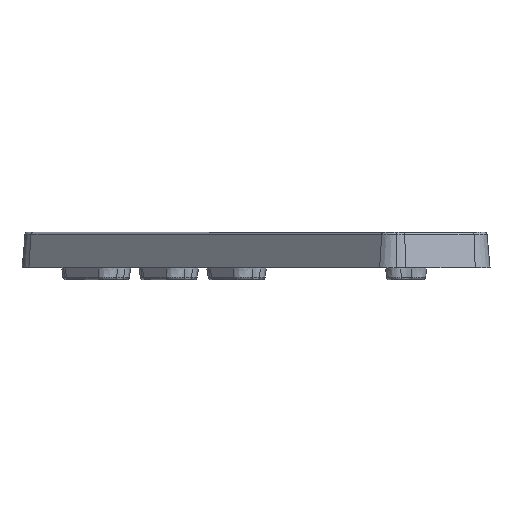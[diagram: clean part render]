
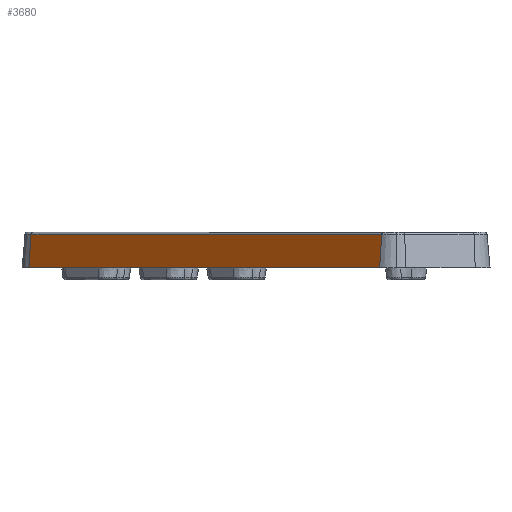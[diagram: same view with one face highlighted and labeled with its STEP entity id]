
A CAD part, left-side view. The second image highlights one B-rep face of the part: STEP entity #3680.
In plain terms, the highlighted planar face has unit normal (-0.704, 0.704, 0.087).
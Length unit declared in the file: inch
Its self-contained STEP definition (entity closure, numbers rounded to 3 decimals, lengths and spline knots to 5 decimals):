
#155 = VERTEX_POINT ( 'NONE', #6562 ) ;
#166 = PLANE ( 'NONE',  #6366 ) ;
#184 = VERTEX_POINT ( 'NONE', #2441 ) ;
#354 = FACE_OUTER_BOUND ( 'NONE', #5210, .T. ) ;
#637 = ORIENTED_EDGE ( 'NONE', *, *, #4185, .T. ) ;
#845 = VECTOR ( 'NONE', #4908, 39.37008 ) ;
#887 = EDGE_CURVE ( 'NONE', #184, #6130, #4089, .T. ) ;
#1271 = DIRECTION ( 'NONE',  ( 0.707, 0.707, 0. ) ) ;
#1299 = DIRECTION ( 'NONE',  ( -0.707, -0.707, 0. ) ) ;
#1806 = EDGE_CURVE ( 'NONE', #4534, #6130, #6367, .T. ) ;
#1870 = ORIENTED_EDGE ( 'NONE', *, *, #887, .F. ) ;
#2096 = ORIENTED_EDGE ( 'NONE', *, *, #5556, .T. ) ;
#2287 = LINE ( 'NONE', #4351, #845 ) ;
#2293 = DIRECTION ( 'NONE',  ( -0.062, 0.062, -0.996 ) ) ;
#2441 = CARTESIAN_POINT ( 'NONE',  ( -0.29619, 0.08005, 0.10913 ) ) ;
#2691 = DIRECTION ( 'NONE',  ( -0.707, -0.707, 0. ) ) ;
#3331 = CARTESIAN_POINT ( 'NONE',  ( 0.91151, 1.28776, 0.10913 ) ) ;
#3593 = VECTOR ( 'NONE', #1271, 39.37008 ) ;
#3680 = ADVANCED_FACE ( 'NONE', ( #354 ), #166, .T. ) ;
#3824 = CARTESIAN_POINT ( 'NONE',  ( 0.90476, 1.29451, 0. ) ) ;
#4089 = LINE ( 'NONE', #5334, #4170 ) ;
#4170 = VECTOR ( 'NONE', #2293, 39.37008 ) ;
#4185 = EDGE_CURVE ( 'NONE', #184, #155, #4805, .T. ) ;
#4207 = CARTESIAN_POINT ( 'NONE',  ( 0.84908, 1.23883, 0. ) ) ;
#4240 = CARTESIAN_POINT ( 'NONE',  ( 0.84908, 1.23883, 0. ) ) ;
#4313 = CARTESIAN_POINT ( 'NONE',  ( -0.30294, 0.0868, 0. ) ) ;
#4315 = ORIENTED_EDGE ( 'NONE', *, *, #1806, .T. ) ;
#4351 = CARTESIAN_POINT ( 'NONE',  ( 0.84908, 1.23883, 0. ) ) ;
#4534 = VERTEX_POINT ( 'NONE', #4207 ) ;
#4805 = LINE ( 'NONE', #3331, #3593 ) ;
#4908 = DIRECTION ( 'NONE',  ( -0.062, 0.062, -0.996 ) ) ;
#5075 = VECTOR ( 'NONE', #2691, 39.37008 ) ;
#5210 = EDGE_LOOP ( 'NONE', ( #4315, #1870, #637, #2096 ) ) ;
#5334 = CARTESIAN_POINT ( 'NONE',  ( -1215.65923, 1215.44309, -19645.66929 ) ) ;
#5556 = EDGE_CURVE ( 'NONE', #155, #4534, #2287, .T. ) ;
#6130 = VERTEX_POINT ( 'NONE', #4313 ) ;
#6366 = AXIS2_PLACEMENT_3D ( 'NONE', #3824, #6447, #1299 ) ;
#6367 = LINE ( 'NONE', #4240, #5075 ) ;
#6447 = DIRECTION ( 'NONE',  ( -0.704, 0.704, 0.087 ) ) ;
#6562 = CARTESIAN_POINT ( 'NONE',  ( 0.85584, 1.23208, 0.10913 ) ) ;
